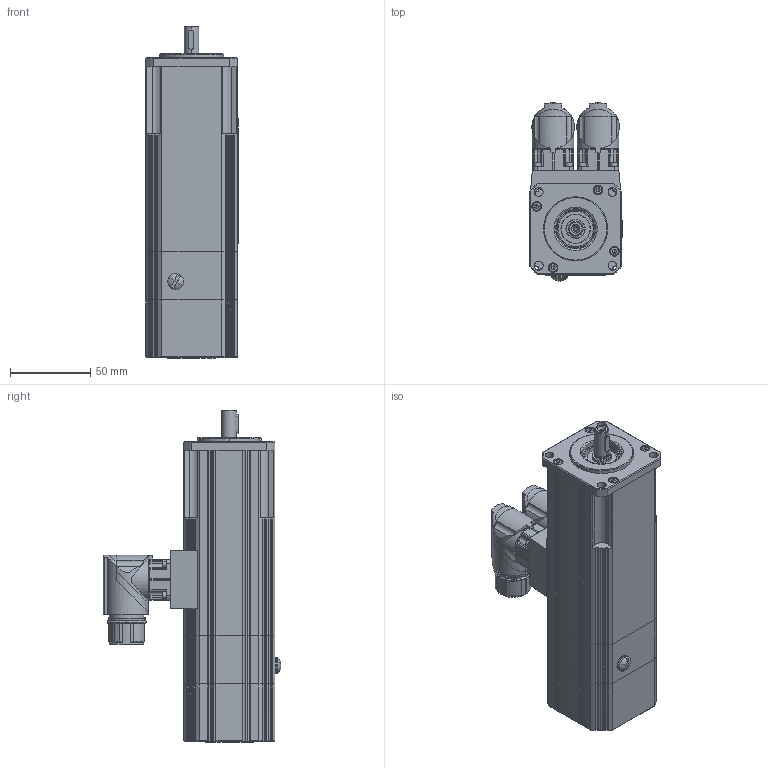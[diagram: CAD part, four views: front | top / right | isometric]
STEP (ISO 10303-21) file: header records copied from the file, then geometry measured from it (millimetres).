
FILE_DESCRIPTION((''),'2;1');
FILE_NAME('FP-105 + Encoder Heidenhain ECN-EQN 1100 + Fre 02-1.stp','2013-04-12T09:17:12',('arodrigo'),(''),'Autodesk Inventor 9','Autodesk Inventor 9','');
FILE_SCHEMA(('AUTOMOTIVE_DESIGN { 1 0 10303 214 1 1 1 1 }'));
Length unit declared in the file: millimetre
Products named in the file (1): Pieza2
Bounding box: 57.5 x 110.98 x 207.05 mm (x, y, z)
Volume: 699829.4 mm3; surface area: 93105.7 mm2
Topology: 25 solids, 26 shells, 1656 faces, 4188 edges, 2553 vertices
Faces by surface type: cylinder 756, plane 551, bspline 121, cone 120, torus 60, sphere 48
Entity records: 50814 total; most frequent: CARTESIAN_POINT 11510, DIRECTION 8531, ORIENTED_EDGE 8108, EDGE_CURVE 4054, AXIS2_PLACEMENT_3D 3308, VERTEX_POINT 2553, VECTOR 1915, LINE 1915
